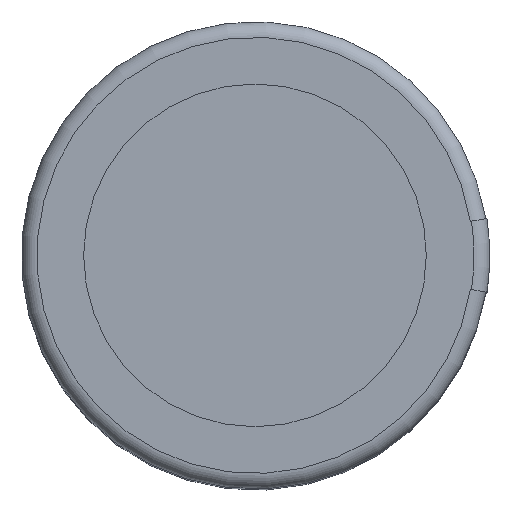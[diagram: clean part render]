
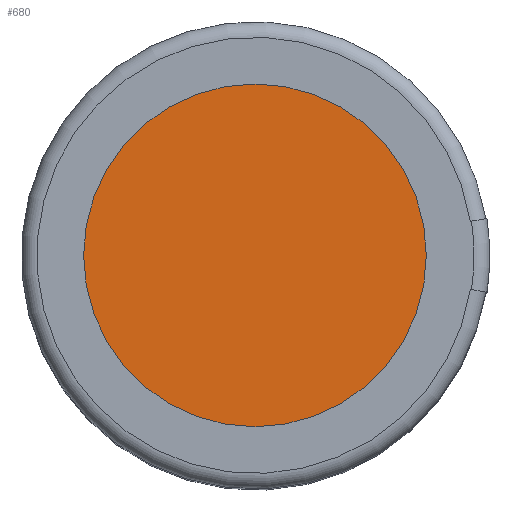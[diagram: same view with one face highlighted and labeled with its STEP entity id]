
A CAD part, top view. The second image highlights one B-rep face of the part: STEP entity #680.
In plain terms, the highlighted planar face has unit normal (0, 0, 1).
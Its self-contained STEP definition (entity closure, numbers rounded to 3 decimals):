
#32=PLANE('',#731);
#54=FACE_OUTER_BOUND('',#93,.T.);
#93=EDGE_LOOP('',(#452,#453));
#217=CIRCLE('',#727,2.933);
#220=CIRCLE('',#730,2.933);
#275=VERTEX_POINT('',#1068);
#276=VERTEX_POINT('',#1069);
#343=EDGE_CURVE('',#275,#276,#217,.T.);
#347=EDGE_CURVE('',#276,#275,#220,.T.);
#452=ORIENTED_EDGE('',*,*,#343,.F.);
#453=ORIENTED_EDGE('',*,*,#347,.F.);
#680=ADVANCED_FACE('',(#54),#32,.F.);
#727=AXIS2_PLACEMENT_3D('',#1070,#839,#840);
#730=AXIS2_PLACEMENT_3D('',#1076,#846,#847);
#731=AXIS2_PLACEMENT_3D('',#1077,#848,#849);
#839=DIRECTION('center_axis',(0.,0.,-1.));
#840=DIRECTION('ref_axis',(1.,0.,0.));
#846=DIRECTION('center_axis',(0.,0.,-1.));
#847=DIRECTION('ref_axis',(1.,0.,0.));
#848=DIRECTION('center_axis',(0.,0.,-1.));
#849=DIRECTION('ref_axis',(-1.,0.,0.));
#1068=CARTESIAN_POINT('',(2.933,0.,12.4));
#1069=CARTESIAN_POINT('',(-2.933,0.,12.4));
#1070=CARTESIAN_POINT('Origin',(0.,0.,12.4));
#1076=CARTESIAN_POINT('Origin',(0.,0.,12.4));
#1077=CARTESIAN_POINT('Origin',(0.,0.,12.4));
